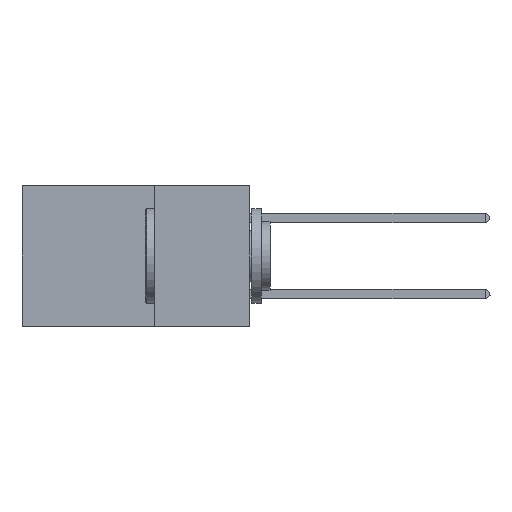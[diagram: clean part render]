
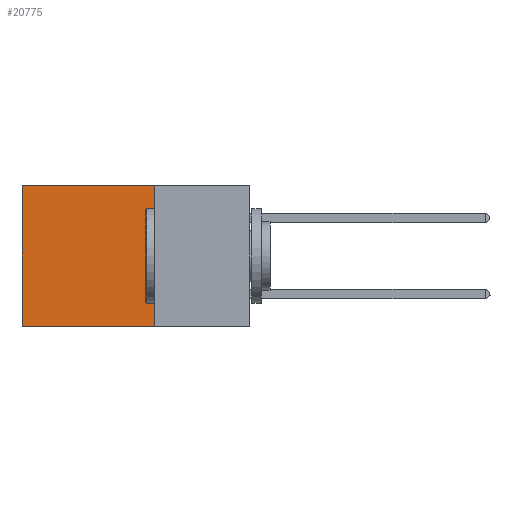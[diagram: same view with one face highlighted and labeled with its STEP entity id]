
A CAD part, left-side view. The second image highlights one B-rep face of the part: STEP entity #20775.
In plain terms, the highlighted planar face has unit normal (-1, 0, 0).
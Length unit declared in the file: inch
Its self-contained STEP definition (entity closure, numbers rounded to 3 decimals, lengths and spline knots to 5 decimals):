
#2558 = EDGE_CURVE ( 'NONE', #17411, #4115, #17985, .T. ) ;
#3522 = CARTESIAN_POINT ( 'NONE',  ( 0.2875, 0.25, 0. ) ) ;
#3745 = DIRECTION ( 'NONE',  ( 0., 0., -1. ) ) ;
#3768 = DIRECTION ( 'NONE',  ( 0., 1., 0. ) ) ;
#3871 = CARTESIAN_POINT ( 'NONE',  ( 0.2875, 0.6, 0. ) ) ;
#4115 = VERTEX_POINT ( 'NONE', #8892 ) ;
#4799 = LINE ( 'NONE', #3522, #12575 ) ;
#5850 = DIRECTION ( 'NONE',  ( 0., 0., -1. ) ) ;
#6053 = DIRECTION ( 'NONE',  ( 0., 1., 0. ) ) ;
#7255 = EDGE_CURVE ( 'NONE', #9149, #4115, #20789, .T. ) ;
#8892 = CARTESIAN_POINT ( 'NONE',  ( 0.2875, 0.6, -0.37 ) ) ;
#9149 = VERTEX_POINT ( 'NONE', #20660 ) ;
#9623 = LINE ( 'NONE', #25161, #22926 ) ;
#9710 = EDGE_CURVE ( 'NONE', #15276, #9149, #9623, .T. ) ;
#10908 = EDGE_CURVE ( 'NONE', #15276, #17411, #4799, .T. ) ;
#11371 = CARTESIAN_POINT ( 'NONE',  ( 0.2875, 0.25, 0. ) ) ;
#11959 = CARTESIAN_POINT ( 'NONE',  ( 0.2875, 0.25, -0.37 ) ) ;
#12575 = VECTOR ( 'NONE', #6053, 39.37008 ) ;
#12655 = VECTOR ( 'NONE', #3768, 39.37008 ) ;
#13888 = ORIENTED_EDGE ( 'NONE', *, *, #7255, .F. ) ;
#14180 = DIRECTION ( 'NONE',  ( 1., 0., 0. ) ) ;
#15135 = CARTESIAN_POINT ( 'NONE',  ( 0.2875, 0.25, 0. ) ) ;
#15276 = VERTEX_POINT ( 'NONE', #15135 ) ;
#17363 = AXIS2_PLACEMENT_3D ( 'NONE', #11371, #14180, #33333 ) ;
#17411 = VERTEX_POINT ( 'NONE', #32986 ) ;
#17985 = LINE ( 'NONE', #3871, #23538 ) ;
#18511 = ORIENTED_EDGE ( 'NONE', *, *, #9710, .F. ) ;
#20660 = CARTESIAN_POINT ( 'NONE',  ( 0.2875, 0.25, -0.37 ) ) ;
#20775 = ADVANCED_FACE ( 'NONE', ( #29114 ), #27784, .F. ) ;
#20789 = LINE ( 'NONE', #11959, #12655 ) ;
#22926 = VECTOR ( 'NONE', #5850, 39.37008 ) ;
#23538 = VECTOR ( 'NONE', #3745, 39.37008 ) ;
#25161 = CARTESIAN_POINT ( 'NONE',  ( 0.2875, 0.25, 0. ) ) ;
#27784 = PLANE ( 'NONE',  #17363 ) ;
#28292 = ORIENTED_EDGE ( 'NONE', *, *, #10908, .T. ) ;
#29114 = FACE_OUTER_BOUND ( 'NONE', #34621, .T. ) ;
#32986 = CARTESIAN_POINT ( 'NONE',  ( 0.2875, 0.6, 0. ) ) ;
#33333 = DIRECTION ( 'NONE',  ( 0., 0., -1. ) ) ;
#34334 = ORIENTED_EDGE ( 'NONE', *, *, #2558, .T. ) ;
#34621 = EDGE_LOOP ( 'NONE', ( #34334, #13888, #18511, #28292 ) ) ;
